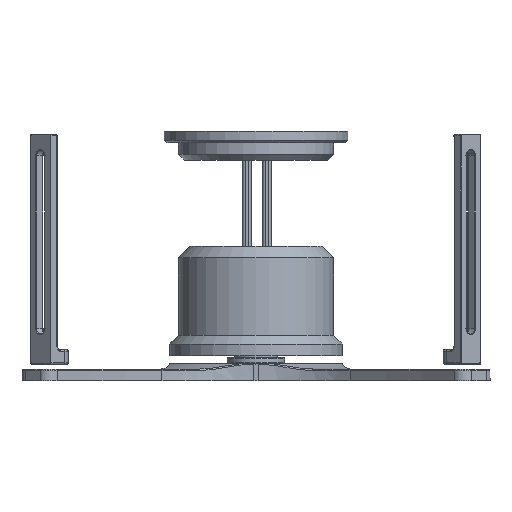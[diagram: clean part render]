
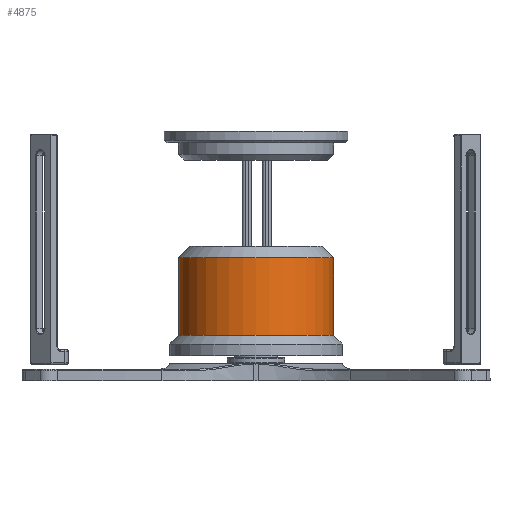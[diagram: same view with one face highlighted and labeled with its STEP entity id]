
A CAD part, front view. The second image highlights one B-rep face of the part: STEP entity #4875.
In plain terms, the highlighted cylindrical face has radius 27 mm (diameter 54 mm), a full revolution.
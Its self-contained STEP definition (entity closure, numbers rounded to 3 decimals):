
#319=CYLINDRICAL_SURFACE('',#5269,27.);
#479=LINE('',#7460,#784);
#784=VECTOR('',#5949,27.);
#1124=FACE_OUTER_BOUND('',#1441,.T.);
#1441=EDGE_LOOP('',(#3335,#3336,#3337,#3338));
#1768=CIRCLE('',#5268,27.);
#1769=CIRCLE('',#5270,27.);
#2058=VERTEX_POINT('',#7455);
#2059=VERTEX_POINT('',#7459);
#2539=EDGE_CURVE('',#2058,#2058,#1768,.T.);
#2540=EDGE_CURVE('',#2058,#2059,#479,.T.);
#2541=EDGE_CURVE('',#2059,#2059,#1769,.T.);
#3335=ORIENTED_EDGE('',*,*,#2539,.F.);
#3336=ORIENTED_EDGE('',*,*,#2540,.T.);
#3337=ORIENTED_EDGE('',*,*,#2541,.F.);
#3338=ORIENTED_EDGE('',*,*,#2540,.F.);
#4875=ADVANCED_FACE('',(#1124),#319,.T.);
#5268=AXIS2_PLACEMENT_3D('',#7457,#5945,#5946);
#5269=AXIS2_PLACEMENT_3D('',#7458,#5947,#5948);
#5270=AXIS2_PLACEMENT_3D('',#7461,#5950,#5951);
#5945=DIRECTION('center_axis',(0.,0.,1.));
#5946=DIRECTION('ref_axis',(1.,0.,0.));
#5947=DIRECTION('center_axis',(0.,0.,1.));
#5948=DIRECTION('ref_axis',(1.,0.,0.));
#5949=DIRECTION('',(0.,0.,-1.));
#5950=DIRECTION('center_axis',(0.,0.,-1.));
#5951=DIRECTION('ref_axis',(1.,0.,0.));
#7455=CARTESIAN_POINT('',(-27.,0.,34.));
#7457=CARTESIAN_POINT('Origin',(0.,0.,34.));
#7458=CARTESIAN_POINT('Origin',(0.,0.,0.));
#7459=CARTESIAN_POINT('',(-27.,0.,7.));
#7460=CARTESIAN_POINT('',(-27.,0.,0.));
#7461=CARTESIAN_POINT('Origin',(0.,0.,7.));
